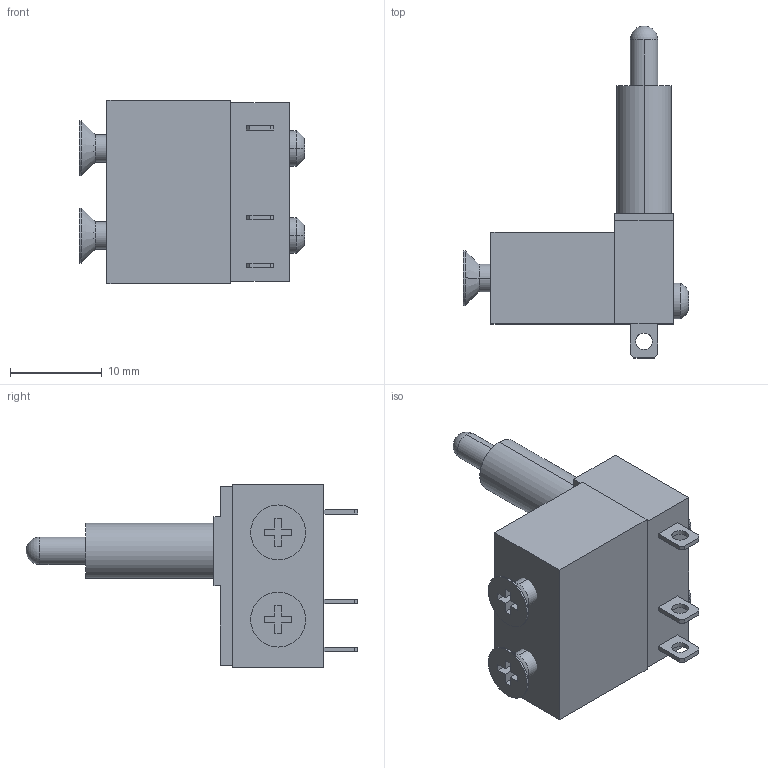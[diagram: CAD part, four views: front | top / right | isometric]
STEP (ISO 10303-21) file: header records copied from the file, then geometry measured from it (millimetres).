
FILE_DESCRIPTION (( 'STEP AP214' ), '1' );
FILE_NAME ('33840~2.STEP', '2018-05-14T07:06:19', ( '' ), ( '' ), 'SwSTEP 2.0', 'SolidWorks 2016', '' );
FILE_SCHEMA (( 'AUTOMOTIVE_DESIGN' ));
Length unit declared in the file: millimetre
Products named in the file (5): 40778~0_S; 33840~2; ISO7380~n_M02,0x010; 20202~0; DIN965~n_M03,0x008
Assembly tree (6 placements, depth 2):
  33840~2
    40778~0_S
    20202~0
    DIN965~n_M03,0x008  x2
    ISO7380~n_M02,0x010  x2
Bounding box: 24.55 x 36.2 x 20 mm (x, y, z)
Volume: 4649.2 mm3; surface area: 3273 mm2
Topology: 10 solids, 10 shells, 177 faces, 425 edges, 270 vertices
Faces by surface type: plane 80, cylinder 72, cone 20, torus 4, sphere 1
Entity records: 4351 total; most frequent: DIRECTION 659, CARTESIAN_POINT 611, ORIENTED_EDGE 578, EDGE_CURVE 289, AXIS2_PLACEMENT_3D 236, VERTEX_POINT 188, LINE 187, VECTOR 187
